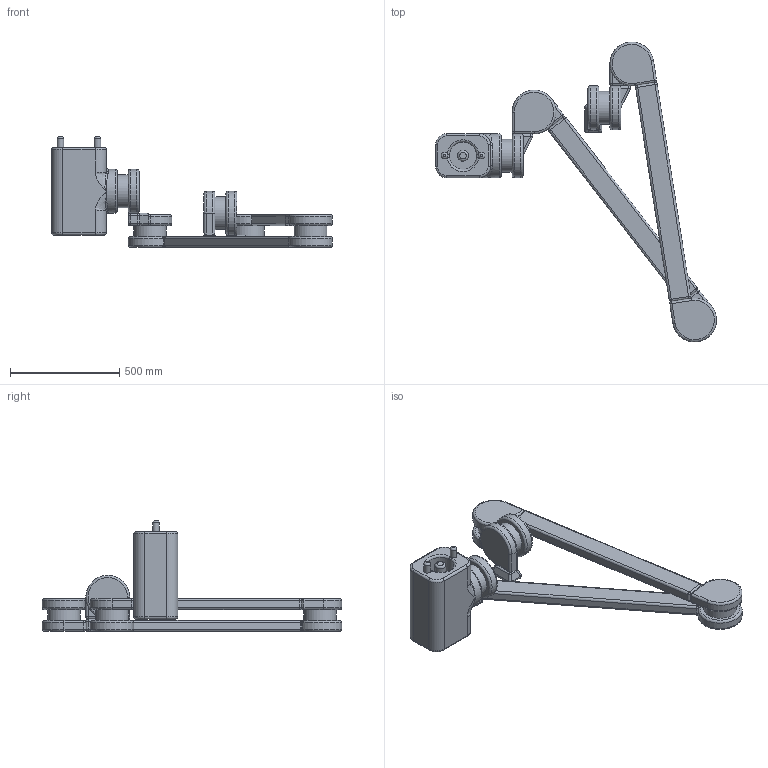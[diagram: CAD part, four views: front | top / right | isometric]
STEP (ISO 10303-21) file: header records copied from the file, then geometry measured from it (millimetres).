
FILE_DESCRIPTION (( 'STEP AP214' ), '1' );
FILE_NAME ('ropy-arm-v1.STEP', '2022-10-07T19:21:20', ( '' ), ( '' ), 'SwSTEP 2.0', 'SolidWorks 2020', '' );
FILE_SCHEMA (( 'AUTOMOTIVE_DESIGN' ));
Length unit declared in the file: millimetre
Products named in the file (9): ropy-arm-v1; ropy-arm-part-01; ropy-arm-part-02; ropy-arm-joint-03; ropy-arm-part-03; ropy-arm-head; ropy-arm-joint-04; ropy-arm-joint-02; ropy-arm-joint-01
Assembly tree (15 placements, depth 2):
  ropy-arm-v1
    ropy-arm-joint-03  x2
    ropy-arm-joint-02  x5
    ropy-arm-joint-04
    ropy-arm-part-01  x2
    ropy-arm-part-02
    ropy-arm-part-03  x2
    ropy-arm-joint-01
    ropy-arm-head
Bounding box: 1283.04 x 1369.5 x 506.54 mm (x, y, z)
Volume: 50073925.6 mm3; surface area: 2307432.1 mm2
Topology: 15 solids, 15 shells, 344 faces, 716 edges, 359 vertices
Faces by surface type: cylinder 147, plane 93, sphere 56, torus 34, bspline 14
Full cylindrical faces by diameter (mm): 30 x2, 50 x1, 100 x10, 125 x1, 150 x5, 200 x1
Entity records: 6893 total; most frequent: CARTESIAN_POINT 2311, DIRECTION 995, ORIENTED_EDGE 762, AXIS2_PLACEMENT_3D 424, EDGE_CURVE 381, EDGE_LOOP 239, FACE_OUTER_BOUND 228, VERTEX_POINT 216
